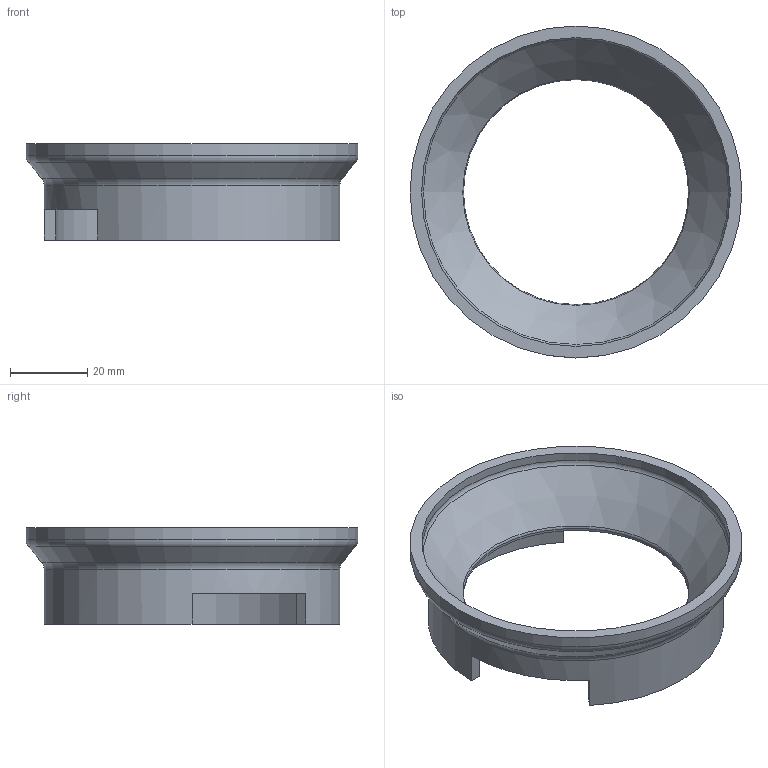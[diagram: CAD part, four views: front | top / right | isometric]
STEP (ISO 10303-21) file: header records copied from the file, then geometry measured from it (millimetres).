
FILE_DESCRIPTION( ( '' ), ' ' );
FILE_NAME( '5c03fda798fe0e185123cae4.step', '2018-12-02T15:43:36', ( '' ), ( '' ), ' ', ' ', ' ' );
FILE_SCHEMA( ( 'AUTOMOTIVE_DESIGN { 1 0 10303 214 1 1 1 1 }' ) );
Length unit declared in the file: metre
Products named in the file (1): trichter2 gaggia
Bounding box: 86 x 86 x 24.93 mm (x, y, z)
Volume: 23529.7 mm3; surface area: 14735.5 mm2
Topology: 1 solids, 1 shells, 20 faces, 51 edges, 33 vertices
Faces by surface type: plane 8, cylinder 6, torus 4, cone 2
Full cylindrical faces by diameter (mm): 58.3 x1, 76.6 x1, 80 x1, 86 x1
Entity records: 686 total; most frequent: DIRECTION 96, CARTESIAN_POINT 83, ORIENTED_EDGE 70, AXIS2_PLACEMENT_3D 40, EDGE_CURVE 35, EDGE_LOOP 32, FACE_OUTER_BOUND 28, VERTEX_POINT 27
